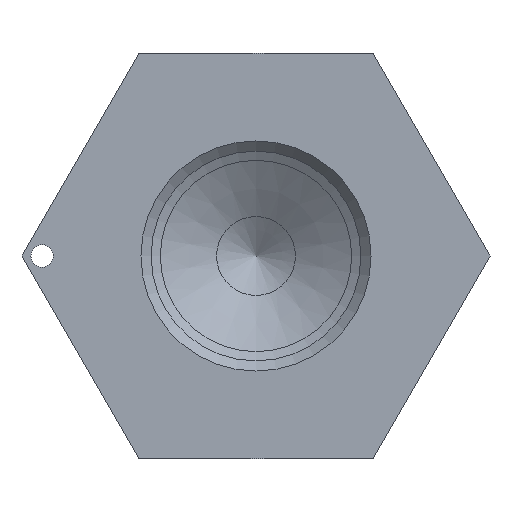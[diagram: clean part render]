
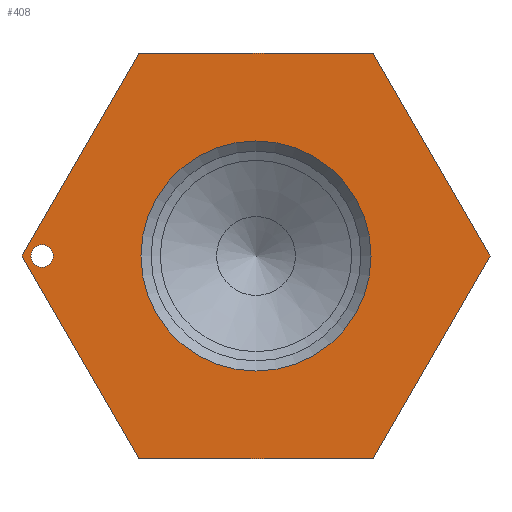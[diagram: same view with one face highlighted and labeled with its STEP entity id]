
A CAD part, left-side view. The second image highlights one B-rep face of the part: STEP entity #408.
In plain terms, the highlighted planar face has unit normal (-1, 0, 0).
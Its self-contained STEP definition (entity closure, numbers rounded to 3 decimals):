
#15=FACE_BOUND('',#78,.T.);
#16=FACE_BOUND('',#79,.T.);
#23=PLANE('',#472);
#50=FACE_OUTER_BOUND('',#77,.T.);
#77=EDGE_LOOP('',(#319,#320,#321,#322,#323,#324));
#78=EDGE_LOOP('',(#325));
#79=EDGE_LOOP('',(#326));
#110=LINE('',#682,#143);
#111=LINE('',#684,#144);
#112=LINE('',#686,#145);
#113=LINE('',#688,#146);
#114=LINE('',#690,#147);
#115=LINE('',#691,#148);
#143=VECTOR('',#558,10.);
#144=VECTOR('',#559,10.);
#145=VECTOR('',#560,10.);
#146=VECTOR('',#561,10.);
#147=VECTOR('',#562,10.);
#148=VECTOR('',#563,10.);
#167=CIRCLE('',#449,1.);
#177=CIRCLE('',#467,10.223);
#189=VERTEX_POINT('',#632);
#200=VERTEX_POINT('',#668);
#204=VERTEX_POINT('',#680);
#205=VERTEX_POINT('',#681);
#206=VERTEX_POINT('',#683);
#207=VERTEX_POINT('',#685);
#208=VERTEX_POINT('',#687);
#209=VERTEX_POINT('',#689);
#224=EDGE_CURVE('',#189,#189,#167,.T.);
#241=EDGE_CURVE('',#200,#200,#177,.T.);
#247=EDGE_CURVE('',#204,#205,#110,.T.);
#248=EDGE_CURVE('',#205,#206,#111,.T.);
#249=EDGE_CURVE('',#206,#207,#112,.T.);
#250=EDGE_CURVE('',#207,#208,#113,.T.);
#251=EDGE_CURVE('',#208,#209,#114,.T.);
#252=EDGE_CURVE('',#209,#204,#115,.T.);
#319=ORIENTED_EDGE('',*,*,#247,.T.);
#320=ORIENTED_EDGE('',*,*,#248,.T.);
#321=ORIENTED_EDGE('',*,*,#249,.T.);
#322=ORIENTED_EDGE('',*,*,#250,.T.);
#323=ORIENTED_EDGE('',*,*,#251,.T.);
#324=ORIENTED_EDGE('',*,*,#252,.T.);
#325=ORIENTED_EDGE('',*,*,#224,.T.);
#326=ORIENTED_EDGE('',*,*,#241,.F.);
#408=ADVANCED_FACE('',(#50,#15,#16),#23,.T.);
#449=AXIS2_PLACEMENT_3D('',#633,#501,#502);
#467=AXIS2_PLACEMENT_3D('',#669,#544,#545);
#472=AXIS2_PLACEMENT_3D('',#679,#556,#557);
#501=DIRECTION('center_axis',(1.,0.,0.));
#502=DIRECTION('ref_axis',(0.,0.,1.));
#544=DIRECTION('center_axis',(-1.,0.,0.));
#545=DIRECTION('ref_axis',(0.,0.,-1.));
#556=DIRECTION('center_axis',(-1.,0.,0.));
#557=DIRECTION('ref_axis',(0.,0.,1.));
#558=DIRECTION('',(0.,0.5,-0.866));
#559=DIRECTION('',(0.,-0.5,-0.866));
#560=DIRECTION('',(0.,-1.,0.));
#561=DIRECTION('',(0.,-0.5,0.866));
#562=DIRECTION('',(0.,0.5,0.866));
#563=DIRECTION('',(0.,1.,0.));
#632=CARTESIAN_POINT('',(0.,19.,-1.));
#633=CARTESIAN_POINT('Origin',(0.,19.,0.));
#668=CARTESIAN_POINT('',(0.,0.,10.223));
#669=CARTESIAN_POINT('Origin',(0.,0.,0.));
#679=CARTESIAN_POINT('Origin',(0.,0.,0.));
#680=CARTESIAN_POINT('',(0.,10.392,18.));
#681=CARTESIAN_POINT('',(0.,20.785,0.));
#682=CARTESIAN_POINT('',(0.,12.99,13.5));
#683=CARTESIAN_POINT('',(0.,10.392,-18.));
#684=CARTESIAN_POINT('',(0.,18.187,-4.5));
#685=CARTESIAN_POINT('',(0.,-10.392,-18.));
#686=CARTESIAN_POINT('',(0.,5.196,-18.));
#687=CARTESIAN_POINT('',(0.,-20.785,0.));
#688=CARTESIAN_POINT('',(0.,-12.99,-13.5));
#689=CARTESIAN_POINT('',(0.,-10.392,18.));
#690=CARTESIAN_POINT('',(0.,-18.187,4.5));
#691=CARTESIAN_POINT('',(0.,-5.196,18.));
